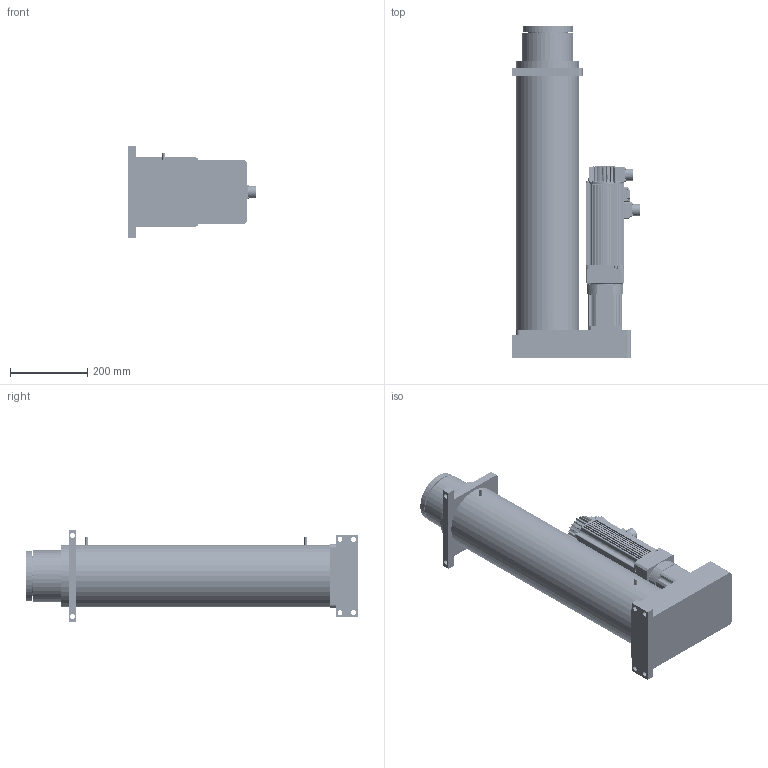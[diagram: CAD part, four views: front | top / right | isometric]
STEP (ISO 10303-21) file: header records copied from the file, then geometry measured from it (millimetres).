
FILE_DESCRIPTION (( 'STEP AP203' ), '1' );
FILE_NAME ('RLD163-20WS-23KN-R1000-S2-50mm-s.STEP', '2025-02-11T00:23:12', ( '微软用户' ), ( '微软中国' ), 'SwSTEP 2.0', 'SolidWorks 2022', '' );
FILE_SCHEMA (( 'CONFIG_CONTROL_DESIGN' ));
Length unit declared in the file: millimetre
Products named in the file (51): 复件 多节缸前法兰^RLD163-20WS-23KN-R2000-S2-50mm-s; 复件 22010052_2_7.stp^复件 ISMH2-25C30CD-U134Z_ASM_7_ASM.stp_复件 01113517-WXSTEP_B00 (MS1H2-20C30CD-T334Z-S4 整机3D模型)(1).stp_复件 2KW-3000带刹车_RLD163-20WS-23KN-R2000-S2-50mm-s; 复件 CB5-16_AF4_7.stp^复件 ISMH2-25C30CD-U134Z_ASM_7_ASM.stp_复件 01113517-WXSTEP_B00 (MS1H2-20C30CD-T334Z-S4 整机3D模型)(1).stp_复件 2KW-3000带刹车_RLD163-20WS-23KN-R2000-S2-50mm-s; 复件 0000700396_7_2.stp^复件 0000700396_7_ASM.stp_复件 ISMH2-25C30CD-U134Z_ASM_7_ASM.stp_复件 01113517-WXSTEP_B00 (MS1H2-20C30CD-T334Z-S4 整机3D模型)(1).stp_复件 2KW-3000带刹车_RLD163-20WS-23KN-R2000-S2~; 复件 0000700396_7_ASM.stp^复件 ISMH2-25C30CD-U134Z_ASM_7_ASM.stp_复件 01113517-WXSTEP_B00 (MS1H2-20C30CD-T334Z-S4 整机3D模型)(1).stp_复件 2KW-3000带刹车_RLD163-20WS-23KN-R2000-S2-50mm-s; 复件 __-100-__-D_AF0_7.stp^复件 ISMH2-25C30CD-U134Z_ASM_7_ASM.stp_复件 01113517-WXSTEP_B00 (MS1H2-20C30CD-T334Z-S4 整机3D模型)(1).stp_复件 2KW-3000带刹车_RLD163-20WS-23KN-R2000-S2-50mm-s; 复件 2KW-3000带刹车^RLD163-20WS-23KN-R2000-S2-50mm-s; 复件 CB5-16_AF1_7.stp^复件 ISMH2-25C30CD-U134Z_ASM_7_ASM.stp_复件 01113517-WXSTEP_B00 (MS1H2-20C30CD-T334Z-S4 整机3D模型)(1).stp_复件 2KW-3000带刹车_RLD163-20WS-23KN-R2000-S2-50mm-s; 复件 ___-100_AF0_7.stp^复件 _____AF0_ASM_7_ASM.stp_复件 ISMH2-25C30CD-U134Z_ASM_7_ASM.stp_复件 01113517-WXSTEP_B00 (MS1H2-20C30CD-T334Z-S4 整机3D模型)(1).stp_复件 2KW-3000带刹车_RLD163-20WS-23KN-R2000-S~; 复件 CB5-16_AF0_7.stp^复件 ISMH2-25C30CD-U134Z_ASM_7_ASM.stp_复件 01113517-WXSTEP_B00 (MS1H2-20C30CD-T334Z-S4 整机3D模型)(1).stp_复件 2KW-3000带刹车_RLD163-20WS-23KN-R2000-S2-50mm-s; 复件 ISMH2-25C30CD-U134Z_ASM_7_ASM.stp^复件 01113517-WXSTEP_B00 (MS1H2-20C30CD-T334Z-S4 整机3D模型)(1).stp_复件 2KW-3000带刹车_RLD163-20WS-23KN-R2000-S2-50mm-s; 复件 22010052_2_AF2_7.stp^复件 ISMH2-25C30CD-U134Z_ASM_7_ASM.stp_复件 01113517-WXSTEP_B00 (MS1H2-20C30CD-T334Z-S4 整机3D模型)(1).stp_复件 2KW-3000带刹车_RLD163-20WS-23KN-R2000-S2-50mm-s; 复件 240327-HT-163多节缸第三节缸筒^RLD163-20WS-23KN-R2000-S2-50mm-s; 复件 CB5-16_AF3_7.stp^复件 ISMH2-25C30CD-U134Z_ASM_7_ASM.stp_复件 01113517-WXSTEP_B00 (MS1H2-20C30CD-T334Z-S4 整机3D模型)(1).stp_复件 2KW-3000带刹车_RLD163-20WS-23KN-R2000-S2-50mm-s; 复件 22010052_1_7.stp^复件 ISMH2-25C30CD-U134Z_ASM_7_ASM.stp_复件 01113517-WXSTEP_B00 (MS1H2-20C30CD-T334Z-S4 整机3D模型)(1).stp_复件 2KW-3000带刹车_RLD163-20WS-23KN-R2000-S2-50mm-s; 复件 CB5-16_AF2_7.stp^复件 ISMH2-25C30CD-U134Z_ASM_7_ASM.stp_复件 01113517-WXSTEP_B00 (MS1H2-20C30CD-T334Z-S4 整机3D模型)(1).stp_复件 2KW-3000带刹车_RLD163-20WS-23KN-R2000-S2-50mm-s; 复件 0312-1_AF3_7.stp^复件 ISMH2-25C30CD-U134Z_ASM_7_ASM.stp_复件 01113517-WXSTEP_B00 (MS1H2-20C30CD-T334Z-S4 整机3D模型)(1).stp_复件 2KW-3000带刹车_RLD163-20WS-23KN-R2000-S2-50mm-s; 复件 ____2_7.stp^复件 ISMH2-25C30CD-U134Z_ASM_7_ASM.stp_复件 01113517-WXSTEP_B00 (MS1H2-20C30CD-T334Z-S4 整机3D模型)(1).stp_复件 2KW-3000带刹车_RLD163-20WS-23KN-R2000-S2-50mm-s; 复件 _________XIN_7.stp^复件 ISMH2-25C30CD-U134Z_ASM_7_ASM.stp_复件 01113517-WXSTEP_B00 (MS1H2-20C30CD-T334Z-S4 整机3D模型)(1).stp_复件 2KW-3000带刹车_RLD163-20WS-23KN-R2000-S2-50mm-s; 复件 ____-100_7.stp^复件 _____AF0_ASM_7_ASM.stp_复件 ISMH2-25C30CD-U134Z_ASM_7_ASM.stp_复件 01113517-WXSTEP_B00 (MS1H2-20C30CD-T334Z-S4 整机3D模型)(1).stp_复件 2KW-3000带刹车_RLD163-20WS-23KN-R2000-S2-5~; 复件 _____1_AF0_7.stp^复件 ISMH2-25C30CD-U134Z_ASM_7_ASM.stp_复件 01113517-WXSTEP_B00 (MS1H2-20C30CD-T334Z-S4 整机3D模型)(1).stp_复件 2KW-3000带刹车_RLD163-20WS-23KN-R2000-S2-50mm-s; 复件 0312-1_AF2_7.stp^复件 ISMH2-25C30CD-U134Z_ASM_7_ASM.stp_复件 01113517-WXSTEP_B00 (MS1H2-20C30CD-T334Z-S4 整机3D模型)(1).stp_复件 2KW-3000带刹车_RLD163-20WS-23KN-R2000-S2-50mm-s; 复件 0312-1_AF0_7.stp^复件 ISMH2-25C30CD-U134Z_ASM_7_ASM.stp_复件 01113517-WXSTEP_B00 (MS1H2-20C30CD-T334Z-S4 整机3D模型)(1).stp_复件 2KW-3000带刹车_RLD163-20WS-23KN-R2000-S2-50mm-s; 复件 01113517-WXSTEP_B00 (MS1H2-20C30CD-T334Z-S4 整机3D模型)(1).stp^复件 2KW-3000带刹车_RLD163-20WS-23KN-R2000-S2-50mm-s; 复件 0312-1_AF1_7.stp^复件 ISMH2-25C30CD-U134Z_ASM_7_ASM.stp_复件 01113517-WXSTEP_B00 (MS1H2-20C30CD-T334Z-S4 整机3D模型)(1).stp_复件 2KW-3000带刹车_RLD163-20WS-23KN-R2000-S2-50mm-s; 复件 0000700396_7_1.stp^复件 0000700396_7_ASM.stp_复件 ISMH2-25C30CD-U134Z_ASM_7_ASM.stp_复件 01113517-WXSTEP_B00 (MS1H2-20C30CD-T334Z-S4 整机3D模型)(1).stp_复件 2KW-3000带刹车_RLD163-20WS-23KN-R2000-S2~; 复件 __-___AF0_7.stp^复件 ISMH2-25C30CD-U134Z_ASM_7_ASM.stp_复件 01113517-WXSTEP_B00 (MS1H2-20C30CD-T334Z-S4 整机3D模型)(1).stp_复件 2KW-3000带刹车_RLD163-20WS-23KN-R2000-S2-50mm-s; 复件 240327-HT-163多节缸箱体盖板^RLD163-20WS-23KN-R2000-S2-50mm-s; 复件 ___-100_AF1_ASM_7_ASM.stp^复件 ISMH2-25C30CD-U134Z_ASM_7_ASM.stp_复件 01113517-WXSTEP_B00 (MS1H2-20C30CD-T334Z-S4 整机3D模型)(1).stp_复件 2KW-3000带刹车_RLD163-20WS-23KN-R2000-S2-50mm-s; 复件 22050021_7.stp^复件 ISMH2-25C30CD-U134Z_ASM_7_ASM.stp_复件 01113517-WXSTEP_B00 (MS1H2-20C30CD-T334Z-S4 整机3D模型)(1).stp_复件 2KW-3000带刹车_RLD163-20WS-23KN-R2000-S2-50mm-s; 复件 _____AF0_ASM_7_ASM.stp^复件 ISMH2-25C30CD-U134Z_ASM_7_ASM.stp_复件 01113517-WXSTEP_B00 (MS1H2-20C30CD-T334Z-S4 整机3D模型)(1).stp_复件 2KW-3000带刹车_RLD163-20WS-23KN-R2000-S2-50mm-s; 复件 22010052_2_AF1_7.stp^复件 ISMH2-25C30CD-U134Z_ASM_7_ASM.stp_复件 01113517-WXSTEP_B00 (MS1H2-20C30CD-T334Z-S4 整机3D模型)(1).stp_复件 2KW-3000带刹车_RLD163-20WS-23KN-R2000-S2-50mm-s; 复件 CB5-16_AF7_7.stp^复件 ISMH2-25C30CD-U134Z_ASM_7_ASM.stp_复件 01113517-WXSTEP_B00 (MS1H2-20C30CD-T334Z-S4 整机3D模型)(1).stp_复件 2KW-3000带刹车_RLD163-20WS-23KN-R2000-S2-50mm-s; 复件 PGH90-L2-22-95-115-M8-A22^RLD163-20WS-23KN-R2000-S2-50mm-s; 复件 240327-HT-163多节缸轴承座^RLD163-20WS-23KN-R2000-S2-50mm-s; 复件 100-___-D_AF0_7.stp^复件 ISMH2-25C30CD-U134Z_ASM_7_ASM.stp_复件 01113517-WXSTEP_B00 (MS1H2-20C30CD-T334Z-S4 整机3D模型)(1).stp_复件 2KW-3000带刹车_RLD163-20WS-23KN-R2000-S2-50mm-s; 复件 CB5-16_AF6_7.stp^复件 ISMH2-25C30CD-U134Z_ASM_7_ASM.stp_复件 01113517-WXSTEP_B00 (MS1H2-20C30CD-T334Z-S4 整机3D模型)(1).stp_复件 2KW-3000带刹车_RLD163-20WS-23KN-R2000-S2-50mm-s; 复件 22010052_2_AF3_7.stp^复件 ISMH2-25C30CD-U134Z_ASM_7_ASM.stp_复件 01113517-WXSTEP_B00 (MS1H2-20C30CD-T334Z-S4 整机3D模型)(1).stp_复件 2KW-3000带刹车_RLD163-20WS-23KN-R2000-S2-50mm-s; 复件 31100134-0001_4.stp^复件 ISMH2-25C30CD-U134Z_ASM_7_ASM.stp_复件 01113517-WXSTEP_B00 (MS1H2-20C30CD-T334Z-S4 整机3D模型)(1).stp_复件 2KW-3000带刹车_RLD163-20WS-23KN-R2000-S2-50mm-s; 复件 __-______AF0_7.stp^复件 ___-100_AF1_ASM_7_ASM.stp_复件 ISMH2-25C30CD-U134Z_ASM_7_ASM.stp_复件 01113517-WXSTEP_B00 (MS1H2-20C30CD-T334Z-S4 整机3D模型)(1).stp_复件 2KW-3000带刹车_RLD163-20WS-23KN-R20~ ...
Assembly tree (67 placements, depth 6):
  RLD163-20WS-23KN-R1000-S2-50mm-s
    复件 240327-HT-163多节缸箱体盖板^RLD163-20WS-23KN-R2000-S2-50mm-s
    复件 240327-HT-163多节缸轴承座^RLD163-20WS-23KN-R2000-S2-50mm-s
    复件 240314-DT-163多节缸第一节缸筒^RLD163-20WS-23KN-R2000-S2-50mm-s
    复件 240327-HT-163多节缸第二节缸筒^RLD163-20WS-23KN-R2000-S2-50mm-s
    复件 240327-HT-163多节缸第三节缸筒^RLD163-20WS-23KN-R2000-S2-50mm-s
    复件 多节缸前法兰^RLD163-20WS-23KN-R2000-S2-50mm-s
    复件 PGH90-L2-22-95-115-M8-A22^RLD163-20WS-23KN-R2000-S2-50mm-s
    复件 2KW-3000带刹车^RLD163-20WS-23KN-R2000-S2-50mm-s
      复件 01113517-WXSTEP_B00 (MS1H2-20C30CD-T334Z-S4 整机3D模型)(1).stp^复件 2KW-3000带刹车_RLD163-20WS-23KN-R2000-S2-50mm-s
        复件 ISMH2-25C30CD-U134Z_ASM_7_ASM.stp^复件 01113517-WXSTEP_B00 (MS1H2-20C30CD-T334Z-S4 整机3D模型)(1).stp_复件 2KW-3000带刹车_RLD163-20WS-23KN-R2000-S2-50mm-s
          复件 _____AF0_ASM_7_ASM.stp^复件 ISMH2-25C30CD-U134Z_ASM_7_ASM.stp_复件 01113517-WXSTEP_B00 (MS1H2-20C30CD-T334Z-S4 整机3D模型)(1).stp_复件 2KW-3000带刹车_RLD163-20WS-23KN-R2000-S2-50mm-s
            复件 ___-100_AF0_7.stp^复件 _____AF0_ASM_7_ASM.stp_复件 ISMH2-25C30CD-U134Z_ASM_7_ASM.stp_复件 01113517-WXSTEP_B00 (MS1H2-20C30CD-T334Z-S4 整机3D模型)(1).stp_复件 2KW-3000带刹车_RLD163-20WS-23KN-R2000-S~
            复件 ____-100_7.stp^复件 _____AF0_ASM_7_ASM.stp_复件 ISMH2-25C30CD-U134Z_ASM_7_ASM.stp_复件 01113517-WXSTEP_B00 (MS1H2-20C30CD-T334Z-S4 整机3D模型)(1).stp_复件 2KW-3000带刹车_RLD163-20WS-23KN-R2000-S2-5~
            复件 ____-130H2_7.stp^复件 _____AF0_ASM_7_ASM.stp_复件 ISMH2-25C30CD-U134Z_ASM_7_ASM.stp_复件 01113517-WXSTEP_B00 (MS1H2-20C30CD-T334Z-S4 整机3D模型)(1).stp_复件 2KW-3000带刹车_RLD163-20WS-23KN-R2000-S2~
          复件 ___-100_AF1_ASM_7_ASM.stp^复件 ISMH2-25C30CD-U134Z_ASM_7_ASM.stp_复件 01113517-WXSTEP_B00 (MS1H2-20C30CD-T334Z-S4 整机3D模型)(1).stp_复件 2KW-3000带刹车_RLD163-20WS-23KN-R2000-S2-50mm-s
            复件 __-______AF0_7.stp^复件 ___-100_AF1_ASM_7_ASM.stp_复件 ISMH2-25C30CD-U134Z_ASM_7_ASM.stp_复件 01113517-WXSTEP_B00 (MS1H2-20C30CD-T334Z-S4 整机3D模型)(1).stp_复件 2KW-3000带刹车_RLD163-20WS-23KN-R20~
            复件 __-______1_AF0_7.stp^复件 ___-100_AF1_ASM_7_ASM.stp_复件 ISMH2-25C30CD-U134Z_ASM_7_ASM.stp_复件 01113517-WXSTEP_B00 (MS1H2-20C30CD-T334Z-S4 整机3D模型)(1).stp_复件 2KW-3000带刹车_RLD163-20WS-23KN-R~
          复件 0000700396_7_ASM.stp^复件 ISMH2-25C30CD-U134Z_ASM_7_ASM.stp_复件 01113517-WXSTEP_B00 (MS1H2-20C30CD-T334Z-S4 整机3D模型)(1).stp_复件 2KW-3000带刹车_RLD163-20WS-23KN-R2000-S2-50mm-s
            复件 0000700396_7_1.stp^复件 0000700396_7_ASM.stp_复件 ISMH2-25C30CD-U134Z_ASM_7_ASM.stp_复件 01113517-WXSTEP_B00 (MS1H2-20C30CD-T334Z-S4 整机3D模型)(1).stp_复件 2KW-3000带刹车_RLD163-20WS-23KN-R2000-S2~
            复件 0000700396_7_2.stp^复件 0000700396_7_ASM.stp_复件 ISMH2-25C30CD-U134Z_ASM_7_ASM.stp_复件 01113517-WXSTEP_B00 (MS1H2-20C30CD-T334Z-S4 整机3D模型)(1).stp_复件 2KW-3000带刹车_RLD163-20WS-23KN-R2000-S2~
          复件 __-100-__-D_AF0_7.stp^复件 ISMH2-25C30CD-U134Z_ASM_7_ASM.stp_复件 01113517-WXSTEP_B00 (MS1H2-20C30CD-T334Z-S4 整机3D模型)(1).stp_复件 2KW-3000带刹车_RLD163-20WS-23KN-R2000-S2-50mm-s
          复件 _____1_AF0_7.stp^复件 ISMH2-25C30CD-U134Z_ASM_7_ASM.stp_复件 01113517-WXSTEP_B00 (MS1H2-20C30CD-T334Z-S4 整机3D模型)(1).stp_复件 2KW-3000带刹车_RLD163-20WS-23KN-R2000-S2-50mm-s
          复件 __-___AF0_7.stp^复件 ISMH2-25C30CD-U134Z_ASM_7_ASM.stp_复件 01113517-WXSTEP_B00 (MS1H2-20C30CD-T334Z-S4 整机3D模型)(1).stp_复件 2KW-3000带刹车_RLD163-20WS-23KN-R2000-S2-50mm-s
          复件 _________XIN_7.stp^复件 ISMH2-25C30CD-U134Z_ASM_7_ASM.stp_复件 01113517-WXSTEP_B00 (MS1H2-20C30CD-T334Z-S4 整机3D模型)(1).stp_复件 2KW-3000带刹车_RLD163-20WS-23KN-R2000-S2-50mm-s
          复件 ____-130H2_7.stp^复件 ISMH2-25C30CD-U134Z_ASM_7_ASM.stp_复件 01113517-WXSTEP_B00 (MS1H2-20C30CD-T334Z-S4 整机3D模型)(1).stp_复件 2KW-3000带刹车_RLD163-20WS-23KN-R2000-S2-50mm-s
          复件 15050037-LJ_7.stp^复件 ISMH2-25C30CD-U134Z_ASM_7_ASM.stp_复件 01113517-WXSTEP_B00 (MS1H2-20C30CD-T334Z-S4 整机3D模型)(1).stp_复件 2KW-3000带刹车_RLD163-20WS-23KN-R2000-S2-50mm-s
          复件 ____2_7.stp^复件 ISMH2-25C30CD-U134Z_ASM_7_ASM.stp_复件 01113517-WXSTEP_B00 (MS1H2-20C30CD-T334Z-S4 整机3D模型)(1).stp_复件 2KW-3000带刹车_RLD163-20WS-23KN-R2000-S2-50mm-s
          复件 100-___-D_AF0_7.stp^复件 ISMH2-25C30CD-U134Z_ASM_7_ASM.stp_复件 01113517-WXSTEP_B00 (MS1H2-20C30CD-T334Z-S4 整机3D模型)(1).stp_复件 2KW-3000带刹车_RLD163-20WS-23KN-R2000-S2-50mm-s
          复件 22010917_7.stp^复件 ISMH2-25C30CD-U134Z_ASM_7_ASM.stp_复件 01113517-WXSTEP_B00 (MS1H2-20C30CD-T334Z-S4 整机3D模型)(1).stp_复件 2KW-3000带刹车_RLD163-20WS-23KN-R2000-S2-50mm-s
          复件 CB5-16_AF0_7.stp^复件 ISMH2-25C30CD-U134Z_ASM_7_ASM.stp_复件 01113517-WXSTEP_B00 (MS1H2-20C30CD-T334Z-S4 整机3D模型)(1).stp_复件 2KW-3000带刹车_RLD163-20WS-23KN-R2000-S2-50mm-s
          复件 CB5-16_AF1_7.stp^复件 ISMH2-25C30CD-U134Z_ASM_7_ASM.stp_复件 01113517-WXSTEP_B00 (MS1H2-20C30CD-T334Z-S4 整机3D模型)(1).stp_复件 2KW-3000带刹车_RLD163-20WS-23KN-R2000-S2-50mm-s
          复件 CB5-16_AF2_7.stp^复件 ISMH2-25C30CD-U134Z_ASM_7_ASM.stp_复件 01113517-WXSTEP_B00 (MS1H2-20C30CD-T334Z-S4 整机3D模型)(1).stp_复件 2KW-3000带刹车_RLD163-20WS-23KN-R2000-S2-50mm-s
          复件 CB5-16_AF3_7.stp^复件 ISMH2-25C30CD-U134Z_ASM_7_ASM.stp_复件 01113517-WXSTEP_B00 (MS1H2-20C30CD-T334Z-S4 整机3D模型)(1).stp_复件 2KW-3000带刹车_RLD163-20WS-23KN-R2000-S2-50mm-s
          复件 22050021_7.stp^复件 ISMH2-25C30CD-U134Z_ASM_7_ASM.stp_复件 01113517-WXSTEP_B00 (MS1H2-20C30CD-T334Z-S4 整机3D模型)(1).stp_复件 2KW-3000带刹车_RLD163-20WS-23KN-R2000-S2-50mm-s  x4
          复件 22010052_1_7.stp^复件 ISMH2-25C30CD-U134Z_ASM_7_ASM.stp_复件 01113517-WXSTEP_B00 (MS1H2-20C30CD-T334Z-S4 整机3D模型)(1).stp_复件 2KW-3000带刹车_RLD163-20WS-23KN-R2000-S2-50mm-s  x8
          复件 22010052_2_AF0_7.stp^复件 ISMH2-25C30CD-U134Z_ASM_7_ASM.stp_复件 01113517-WXSTEP_B00 (MS1H2-20C30CD-T334Z-S4 整机3D模型)(1).stp_复件 2KW-3000带刹车_RLD163-20WS-23KN-R2000-S2-50mm-s
          复件 22010052_2_AF1_7.stp^复件 ISMH2-25C30CD-U134Z_ASM_7_ASM.stp_复件 01113517-WXSTEP_B00 (MS1H2-20C30CD-T334Z-S4 整机3D模型)(1).stp_复件 2KW-3000带刹车_RLD163-20WS-23KN-R2000-S2-50mm-s
          复件 22010052_2_AF2_7.stp^复件 ISMH2-25C30CD-U134Z_ASM_7_ASM.stp_复件 01113517-WXSTEP_B00 (MS1H2-20C30CD-T334Z-S4 整机3D模型)(1).stp_复件 2KW-3000带刹车_RLD163-20WS-23KN-R2000-S2-50mm-s
          复件 22010052_2_AF3_7.stp^复件 ISMH2-25C30CD-U134Z_ASM_7_ASM.stp_复件 01113517-WXSTEP_B00 (MS1H2-20C30CD-T334Z-S4 整机3D模型)(1).stp_复件 2KW-3000带刹车_RLD163-20WS-23KN-R2000-S2-50mm-s
          复件 22010052_2_7.stp^复件 ISMH2-25C30CD-U134Z_ASM_7_ASM.stp_复件 01113517-WXSTEP_B00 (MS1H2-20C30CD-T334Z-S4 整机3D模型)(1).stp_复件 2KW-3000带刹车_RLD163-20WS-23KN-R2000-S2-50mm-s  x8
          复件 CB5-16_AF4_7.stp^复件 ISMH2-25C30CD-U134Z_ASM_7_ASM.stp_复件 01113517-WXSTEP_B00 (MS1H2-20C30CD-T334Z-S4 整机3D模型)(1).stp_复件 2KW-3000带刹车_RLD163-20WS-23KN-R2000-S2-50mm-s
          复件 CB5-16_AF5_7.stp^复件 ISMH2-25C30CD-U134Z_ASM_7_ASM.stp_复件 01113517-WXSTEP_B00 (MS1H2-20C30CD-T334Z-S4 整机3D模型)(1).stp_复件 2KW-3000带刹车_RLD163-20WS-23KN-R2000-S2-50mm-s
          复件 CB5-16_AF6_7.stp^复件 ISMH2-25C30CD-U134Z_ASM_7_ASM.stp_复件 01113517-WXSTEP_B00 (MS1H2-20C30CD-T334Z-S4 整机3D模型)(1).stp_复件 2KW-3000带刹车_RLD163-20WS-23KN-R2000-S2-50mm-s
          复件 CB5-16_AF7_7.stp^复件 ISMH2-25C30CD-U134Z_ASM_7_ASM.stp_复件 01113517-WXSTEP_B00 (MS1H2-20C30CD-T334Z-S4 整机3D模型)(1).stp_复件 2KW-3000带刹车_RLD163-20WS-23KN-R2000-S2-50mm-s
          复件 0312-1_AF0_7.stp^复件 ISMH2-25C30CD-U134Z_ASM_7_ASM.stp_复件 01113517-WXSTEP_B00 (MS1H2-20C30CD-T334Z-S4 整机3D模型)(1).stp_复件 2KW-3000带刹车_RLD163-20WS-23KN-R2000-S2-50mm-s
          复件 0312-1_AF1_7.stp^复件 ISMH2-25C30CD-U134Z_ASM_7_ASM.stp_复件 01113517-WXSTEP_B00 (MS1H2-20C30CD-T334Z-S4 整机3D模型)(1).stp_复件 2KW-3000带刹车_RLD163-20WS-23KN-R2000-S2-50mm-s
          复件 0312-1_AF2_7.stp^复件 ISMH2-25C30CD-U134Z_ASM_7_ASM.stp_复件 01113517-WXSTEP_B00 (MS1H2-20C30CD-T334Z-S4 整机3D模型)(1).stp_复件 2KW-3000带刹车_RLD163-20WS-23KN-R2000-S2-50mm-s
          复件 0312-1_AF3_7.stp^复件 ISMH2-25C30CD-U134Z_ASM_7_ASM.stp_复件 01113517-WXSTEP_B00 (MS1H2-20C30CD-T334Z-S4 整机3D模型)(1).stp_复件 2KW-3000带刹车_RLD163-20WS-23KN-R2000-S2-50mm-s
          复件 31100134-0001_4.stp^复件 ISMH2-25C30CD-U134Z_ASM_7_ASM.stp_复件 01113517-WXSTEP_B00 (MS1H2-20C30CD-T334Z-S4 整机3D模型)(1).stp_复件 2KW-3000带刹车_RLD163-20WS-23KN-R2000-S2-50mm-s
          复件 15050041-2LJ_4.stp^复件 ISMH2-25C30CD-U134Z_ASM_7_ASM.stp_复件 01113517-WXSTEP_B00 (MS1H2-20C30CD-T334Z-S4 整机3D模型)(1).stp_复件 2KW-3000带刹车_RLD163-20WS-23KN-R2000-S2-50mm-s
Bounding box: 330 x 860 x 240 mm (x, y, z)
Volume: 13883118.1 mm3; surface area: 2655009.8 mm2
Topology: 81 solids, 90 shells, 5985 faces, 13638 edges, 7881 vertices
Faces by surface type: cylinder 2181, cone 2079, plane 1214, torus 301, sphere 141, bspline 69
Entity records: 144014 total; most frequent: CARTESIAN_POINT 41512, DIRECTION 21247, ORIENTED_EDGE 19496, EDGE_CURVE 9754, AXIS2_PLACEMENT_3D 8458, VERTEX_POINT 5860, EDGE_LOOP 4604, LINE 4331
